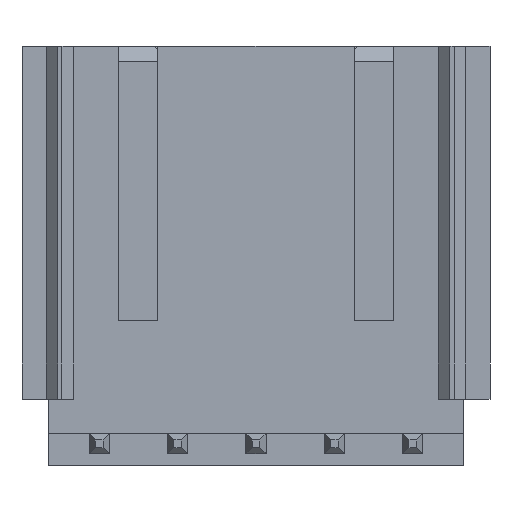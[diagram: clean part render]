
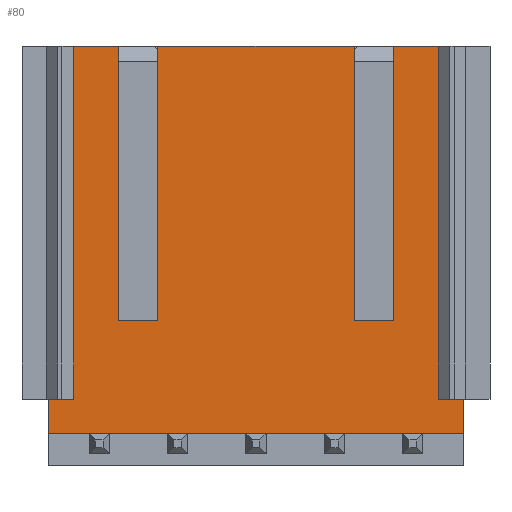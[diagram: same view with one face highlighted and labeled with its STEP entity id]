
A CAD part, front view. The second image highlights one B-rep face of the part: STEP entity #80.
In plain terms, the highlighted planar face has unit normal (0, -1, 0).
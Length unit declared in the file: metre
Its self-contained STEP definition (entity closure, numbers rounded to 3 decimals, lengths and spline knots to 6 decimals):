
#80 = ADVANCED_FACE( '', ( #284 ), #285, .T. );
#284 = FACE_OUTER_BOUND( '', #623, .T. );
#285 = PLANE( '', #624 );
#623 = EDGE_LOOP( '', ( #1196, #1197, #1198, #1199, #1200, #1201, #1202, #1203, #1204, #1205, #1206, #1207, #1208, #1209, #1210, #1211 ) );
#624 = AXIS2_PLACEMENT_3D( '', #1212, #1213, #1214 );
#1196 = ORIENTED_EDGE( '', *, *, #2224, .F. );
#1197 = ORIENTED_EDGE( '', *, *, #2378, .T. );
#1198 = ORIENTED_EDGE( '', *, *, #2314, .F. );
#1199 = ORIENTED_EDGE( '', *, *, #2379, .F. );
#1200 = ORIENTED_EDGE( '', *, *, #2210, .F. );
#1201 = ORIENTED_EDGE( '', *, *, #2380, .T. );
#1202 = ORIENTED_EDGE( '', *, *, #2324, .F. );
#1203 = ORIENTED_EDGE( '', *, *, #2381, .F. );
#1204 = ORIENTED_EDGE( '', *, *, #2245, .F. );
#1205 = ORIENTED_EDGE( '', *, *, #2366, .F. );
#1206 = ORIENTED_EDGE( '', *, *, #2382, .F. );
#1207 = ORIENTED_EDGE( '', *, *, #2383, .F. );
#1208 = ORIENTED_EDGE( '', *, *, #2384, .F. );
#1209 = ORIENTED_EDGE( '', *, *, #2385, .F. );
#1210 = ORIENTED_EDGE( '', *, *, #2386, .F. );
#1211 = ORIENTED_EDGE( '', *, *, #2387, .T. );
#1212 = CARTESIAN_POINT( '', ( -0.00758, -0.002545, 0. ) );
#1213 = DIRECTION( '', ( 0., -1., 0. ) );
#1214 = DIRECTION( '', ( 0., 0., -1. ) );
#2210 = EDGE_CURVE( '', #2626, #2629, #2630, .T. );
#2224 = EDGE_CURVE( '', #2655, #2657, #2658, .T. );
#2245 = EDGE_CURVE( '', #2696, #2634, #2698, .T. );
#2314 = EDGE_CURVE( '', #2829, #2831, #2832, .T. );
#2324 = EDGE_CURVE( '', #2847, #2824, #2849, .T. );
#2366 = EDGE_CURVE( '', #2925, #2696, #2926, .T. );
#2378 = EDGE_CURVE( '', #2655, #2831, #2946, .T. );
#2379 = EDGE_CURVE( '', #2629, #2829, #2947, .T. );
#2380 = EDGE_CURVE( '', #2626, #2824, #2948, .T. );
#2381 = EDGE_CURVE( '', #2634, #2847, #2949, .T. );
#2382 = EDGE_CURVE( '', #2950, #2925, #2951, .T. );
#2383 = EDGE_CURVE( '', #2952, #2950, #2953, .T. );
#2384 = EDGE_CURVE( '', #2954, #2952, #2955, .T. );
#2385 = EDGE_CURVE( '', #2956, #2954, #2957, .T. );
#2386 = EDGE_CURVE( '', #2958, #2956, #2959, .T. );
#2387 = EDGE_CURVE( '', #2958, #2657, #2960, .T. );
#2626 = VERTEX_POINT( '', #3301 );
#2629 = VERTEX_POINT( '', #3305 );
#2630 = LINE( '', #3306, #3307 );
#2634 = VERTEX_POINT( '', #3313 );
#2655 = VERTEX_POINT( '', #3344 );
#2657 = VERTEX_POINT( '', #3347 );
#2658 = LINE( '', #3348, #3349 );
#2696 = VERTEX_POINT( '', #3406 );
#2698 = LINE( '', #3409, #3410 );
#2824 = VERTEX_POINT( '', #3598 );
#2829 = VERTEX_POINT( '', #3605 );
#2831 = VERTEX_POINT( '', #3608 );
#2832 = LINE( '', #3609, #3610 );
#2847 = VERTEX_POINT( '', #3633 );
#2849 = LINE( '', #3636, #3637 );
#2925 = VERTEX_POINT( '', #3754 );
#2926 = LINE( '', #3755, #3756 );
#2946 = LINE( '', #3787, #3788 );
#2947 = LINE( '', #3789, #3790 );
#2948 = LINE( '', #3791, #3792 );
#2949 = LINE( '', #3793, #3794 );
#2950 = VERTEX_POINT( '', #3795 );
#2951 = LINE( '', #3796, #3797 );
#2952 = VERTEX_POINT( '', #3798 );
#2953 = LINE( '', #3799, #3800 );
#2954 = VERTEX_POINT( '', #3801 );
#2955 = LINE( '', #3802, #3803 );
#2956 = VERTEX_POINT( '', #3804 );
#2957 = LINE( '', #3805, #3806 );
#2958 = VERTEX_POINT( '', #3807 );
#2959 = LINE( '', #3808, #3809 );
#2960 = LINE( '', #3810, #3811 );
#3301 = CARTESIAN_POINT( '', ( -0.003175, -0.002545, 0. ) );
#3305 = CARTESIAN_POINT( '', ( 0.003175, -0.002545, 0. ) );
#3306 = CARTESIAN_POINT( '', ( -0.003175, -0.002545, 0. ) );
#3307 = VECTOR( '', #4354, 1. );
#3313 = CARTESIAN_POINT( '', ( -0.004445, -0.002545, 0. ) );
#3344 = CARTESIAN_POINT( '', ( 0.004445, -0.002545, 0. ) );
#3347 = CARTESIAN_POINT( '', ( 0.005905, -0.002545, 0. ) );
#3348 = CARTESIAN_POINT( '', ( 0.004445, -0.002545, 0. ) );
#3349 = VECTOR( '', #4368, 1. );
#3406 = CARTESIAN_POINT( '', ( -0.00591, -0.002545, 0. ) );
#3409 = CARTESIAN_POINT( '', ( -0.00591, -0.002545, 0. ) );
#3410 = VECTOR( '', #4389, 1. );
#3598 = CARTESIAN_POINT( '', ( -0.003175, -0.002545, -0.00889 ) );
#3605 = CARTESIAN_POINT( '', ( 0.003175, -0.002545, -0.00889 ) );
#3608 = CARTESIAN_POINT( '', ( 0.004445, -0.002545, -0.00889 ) );
#3609 = CARTESIAN_POINT( '', ( 0.003175, -0.002545, -0.00889 ) );
#3610 = VECTOR( '', #4464, 1. );
#3633 = CARTESIAN_POINT( '', ( -0.004445, -0.002545, -0.00889 ) );
#3636 = CARTESIAN_POINT( '', ( -0.004445, -0.002545, -0.00889 ) );
#3637 = VECTOR( '', #4474, 1. );
#3754 = CARTESIAN_POINT( '', ( -0.00591, -0.002545, -0.01143 ) );
#3755 = CARTESIAN_POINT( '', ( -0.00591, -0.002545, -0.01143 ) );
#3756 = VECTOR( '', #4516, 1. );
#3787 = CARTESIAN_POINT( '', ( 0.004445, -0.002545, 0. ) );
#3788 = VECTOR( '', #4528, 1. );
#3789 = CARTESIAN_POINT( '', ( 0.003175, -0.002545, 0. ) );
#3790 = VECTOR( '', #4529, 1. );
#3791 = CARTESIAN_POINT( '', ( -0.003175, -0.002545, 0. ) );
#3792 = VECTOR( '', #4530, 1. );
#3793 = CARTESIAN_POINT( '', ( -0.004445, -0.002545, 0. ) );
#3794 = VECTOR( '', #4531, 1. );
#3795 = CARTESIAN_POINT( '', ( -0.00673, -0.002545, -0.01143 ) );
#3796 = CARTESIAN_POINT( '', ( -0.00673, -0.002545, -0.01143 ) );
#3797 = VECTOR( '', #4532, 1. );
#3798 = CARTESIAN_POINT( '', ( -0.00673, -0.002545, -0.01255 ) );
#3799 = CARTESIAN_POINT( '', ( -0.00673, -0.002545, -0.01255 ) );
#3800 = VECTOR( '', #4533, 1. );
#3801 = CARTESIAN_POINT( '', ( 0.00673, -0.002545, -0.01255 ) );
#3802 = CARTESIAN_POINT( '', ( 0.00673, -0.002545, -0.01255 ) );
#3803 = VECTOR( '', #4534, 1. );
#3804 = CARTESIAN_POINT( '', ( 0.00673, -0.002545, -0.01143 ) );
#3805 = CARTESIAN_POINT( '', ( 0.00673, -0.002545, -0.01143 ) );
#3806 = VECTOR( '', #4535, 1. );
#3807 = CARTESIAN_POINT( '', ( 0.005905, -0.002545, -0.01143 ) );
#3808 = CARTESIAN_POINT( '', ( 0.005905, -0.002545, -0.01143 ) );
#3809 = VECTOR( '', #4536, 1. );
#3810 = CARTESIAN_POINT( '', ( 0.005905, -0.002545, -0.01143 ) );
#3811 = VECTOR( '', #4537, 1. );
#4354 = DIRECTION( '', ( 1., 0., 0. ) );
#4368 = DIRECTION( '', ( 1., 0., 0. ) );
#4389 = DIRECTION( '', ( 1., 0., 0. ) );
#4464 = DIRECTION( '', ( 1., 0., 0. ) );
#4474 = DIRECTION( '', ( 1., 0., 0. ) );
#4516 = DIRECTION( '', ( 0., 0., 1. ) );
#4528 = DIRECTION( '', ( 0., 0., -1. ) );
#4529 = DIRECTION( '', ( 0., 0., -1. ) );
#4530 = DIRECTION( '', ( 0., 0., -1. ) );
#4531 = DIRECTION( '', ( 0., 0., -1. ) );
#4532 = DIRECTION( '', ( 1., 0., 0. ) );
#4533 = DIRECTION( '', ( 0., 0., 1. ) );
#4534 = DIRECTION( '', ( -1., 0., 0. ) );
#4535 = DIRECTION( '', ( 0., 0., -1. ) );
#4536 = DIRECTION( '', ( 1., 0., 0. ) );
#4537 = DIRECTION( '', ( 0., 0., 1. ) );
